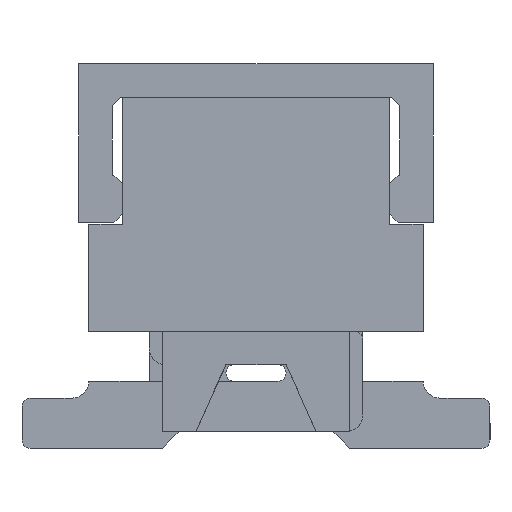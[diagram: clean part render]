
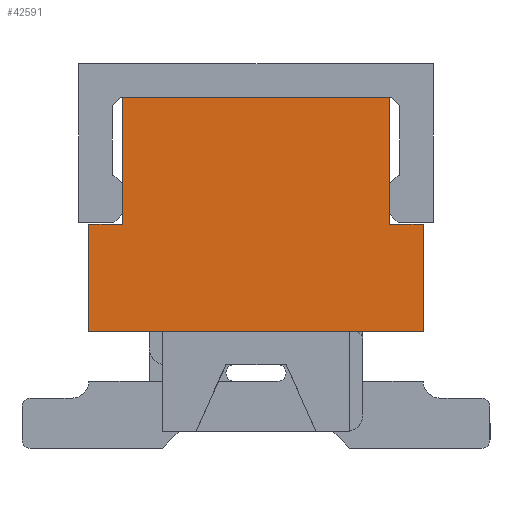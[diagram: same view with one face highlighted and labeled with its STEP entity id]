
A CAD part, left-side view. The second image highlights one B-rep face of the part: STEP entity #42591.
In plain terms, the highlighted face is planar.
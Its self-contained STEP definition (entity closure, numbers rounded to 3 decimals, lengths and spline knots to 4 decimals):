
#1449=PLANE('',#45890);
#13035=ORIENTED_EDGE('',*,*,#18702,.F.);
#13036=ORIENTED_EDGE('',*,*,#18708,.F.);
#13037=ORIENTED_EDGE('',*,*,#20690,.T.);
#13038=ORIENTED_EDGE('',*,*,#18695,.T.);
#13039=ORIENTED_EDGE('',*,*,#18653,.F.);
#13040=ORIENTED_EDGE('',*,*,#18670,.T.);
#13041=ORIENTED_EDGE('',*,*,#18678,.F.);
#13042=ORIENTED_EDGE('',*,*,#18674,.F.);
#18653=EDGE_CURVE('',#23660,#23661,#28058,.T.);
#18670=EDGE_CURVE('',#23660,#23667,#28073,.T.);
#18674=EDGE_CURVE('',#23670,#23668,#28077,.T.);
#18678=EDGE_CURVE('',#23668,#23667,#28081,.T.);
#18695=EDGE_CURVE('',#23680,#23661,#28097,.T.);
#18702=EDGE_CURVE('',#23683,#23670,#28103,.T.);
#18708=EDGE_CURVE('',#23686,#23683,#28109,.T.);
#20690=EDGE_CURVE('',#23686,#23680,#30091,.T.);
#23660=VERTEX_POINT('',#64790);
#23661=VERTEX_POINT('',#64792);
#23667=VERTEX_POINT('',#64819);
#23668=VERTEX_POINT('',#64823);
#23670=VERTEX_POINT('',#64827);
#23680=VERTEX_POINT('',#64866);
#23683=VERTEX_POINT('',#64876);
#23686=VERTEX_POINT('',#64887);
#28058=LINE('',#64791,#33321);
#28073=LINE('',#64820,#33336);
#28077=LINE('',#64828,#33340);
#28081=LINE('',#64833,#33344);
#28097=LINE('',#64865,#33360);
#28103=LINE('',#64877,#33366);
#28109=LINE('',#64888,#33372);
#30091=LINE('',#68885,#35354);
#33321=VECTOR('',#53197,1000.);
#33336=VECTOR('',#53226,1000.);
#33340=VECTOR('',#53232,1000.);
#33344=VECTOR('',#53238,1000.);
#33360=VECTOR('',#53268,1000.);
#33366=VECTOR('',#53278,1000.);
#33372=VECTOR('',#53288,1000.);
#35354=VECTOR('',#56516,1000.);
#37773=EDGE_LOOP('',(#13035,#13036,#13037,#13038,#13039,#13040,#13041,#13042));
#39946=FACE_BOUND('',#37773,.T.);
#42591=ADVANCED_FACE('',(#39946),#1449,.T.);
#45890=AXIS2_PLACEMENT_3D('',#68884,#56514,#56515);
#53197=DIRECTION('',(0.,1.,0.));
#53226=DIRECTION('',(0.,0.,1.));
#53232=DIRECTION('',(0.,0.,1.));
#53238=DIRECTION('',(0.,1.,0.));
#53268=DIRECTION('',(0.,0.,1.));
#53278=DIRECTION('',(0.,1.,0.));
#53288=DIRECTION('',(0.,0.,1.));
#56514=DIRECTION('',(1.,0.,0.));
#56515=DIRECTION('',(0.,0.,-1.));
#56516=DIRECTION('',(0.,1.,0.));
#64790=CARTESIAN_POINT('',(18.81,2.,0.6));
#64791=CARTESIAN_POINT('',(18.81,-2.5,0.6));
#64792=CARTESIAN_POINT('',(18.81,2.5,0.6));
#64819=CARTESIAN_POINT('',(18.81,2.,2.5));
#64820=CARTESIAN_POINT('',(18.81,2.,0.6));
#64823=CARTESIAN_POINT('',(18.81,-2.,2.5));
#64827=CARTESIAN_POINT('',(18.81,-2.,0.6));
#64828=CARTESIAN_POINT('',(18.81,-2.,0.6));
#64833=CARTESIAN_POINT('',(18.81,-2.,2.5));
#64865=CARTESIAN_POINT('',(18.81,2.5,-1.));
#64866=CARTESIAN_POINT('',(18.81,2.5,-1.));
#64876=CARTESIAN_POINT('',(18.81,-2.5,0.6));
#64877=CARTESIAN_POINT('',(18.81,-2.5,0.6));
#64887=CARTESIAN_POINT('',(18.81,-2.5,-1.));
#64888=CARTESIAN_POINT('',(18.81,-2.5,-1.));
#68884=CARTESIAN_POINT('',(18.81,-2.5,-1.));
#68885=CARTESIAN_POINT('',(18.81,-2.5,-1.));
